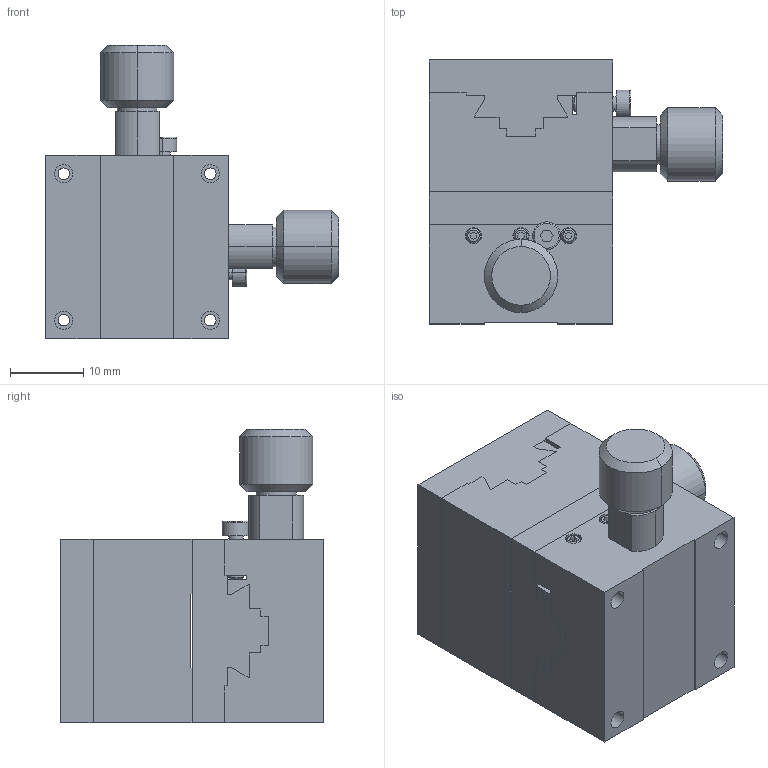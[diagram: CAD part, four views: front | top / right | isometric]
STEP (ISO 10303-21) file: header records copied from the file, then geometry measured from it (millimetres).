
FILE_DESCRIPTION( ( '' ), '1' );
FILE_NAME( 'XYFG25.stp', '2020-11-08T12:05:33', ( '' ), ( '' ), ' ', ' ', ' ' );
FILE_SCHEMA( ( 'CONFIG_CONTROL_DESIGN' ) );
Length unit declared in the file: millimetre
Products named in the file (6): 1; 2; 3; 4; 5; 6
Bounding box: 40 x 36 x 40 mm (x, y, z)
Volume: 23166.8 mm3; surface area: 12999 mm2
Topology: 6 solids, 6 shells, 362 faces, 890 edges, 578 vertices
Faces by surface type: plane 202, cylinder 108, cone 48, torus 4
Entity records: 11008 total; most frequent: DIRECTION 1904, CARTESIAN_POINT 1836, ORIENTED_EDGE 1780, EDGE_CURVE 890, AXIS2_PLACEMENT_3D 646, LINE 612, VECTOR 612, VERTEX_POINT 578
